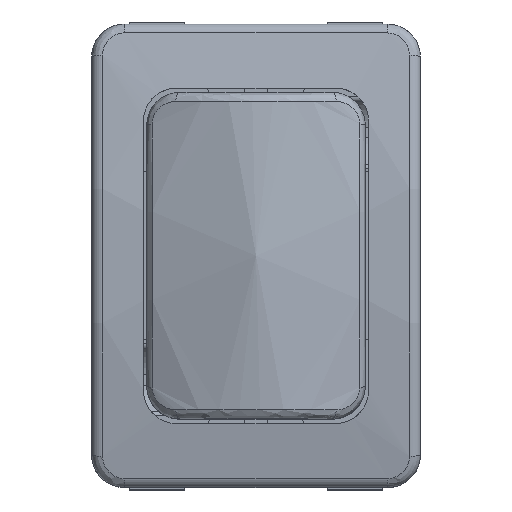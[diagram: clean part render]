
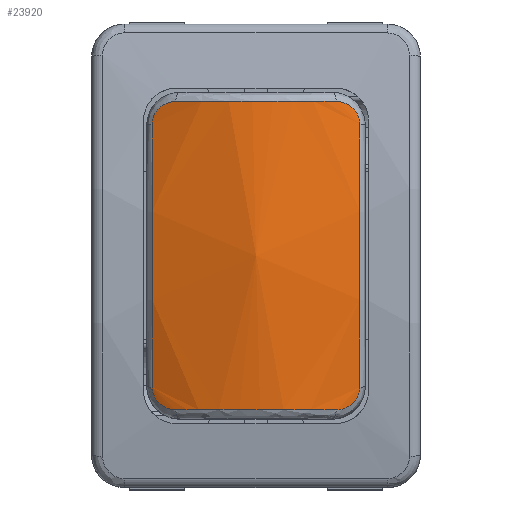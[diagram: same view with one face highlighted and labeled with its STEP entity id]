
A CAD part, top view. The second image highlights one B-rep face of the part: STEP entity #23920.
In plain terms, the highlighted free-form (B-spline) face has degree [2, 2] with [3, 9] control points.
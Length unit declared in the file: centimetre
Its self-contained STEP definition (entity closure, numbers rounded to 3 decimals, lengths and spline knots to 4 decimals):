
#15=(
BOUNDED_SURFACE()
B_SPLINE_SURFACE(2,2,((#33462,#33463,#33464,#33465,#33466,#33467,#33468,
#33469,#33470),(#33471,#33472,#33473,#33474,#33475,#33476,#33477,#33478,
#33479),(#33480,#33481,#33482,#33483,#33484,#33485,#33486,#33487,#33488)),
 .UNSPECIFIED.,.F.,.T.,.F.)
B_SPLINE_SURFACE_WITH_KNOTS((3,3),(3,2,2,2,3),(2.0391,3.1416),
(0.,1.5708,3.1416,4.7124,6.2832),
 .UNSPECIFIED.)
GEOMETRIC_REPRESENTATION_ITEM()
RATIONAL_B_SPLINE_SURFACE(((1.,0.707,1.,0.707,1.,
0.707,1.,0.707,1.),(0.852,0.602,
0.852,0.602,0.852,0.602,
0.852,0.602,0.852),(1.,0.707,
1.,0.707,1.,0.707,1.,0.707,1.)))
REPRESENTATION_ITEM('')
SURFACE()
);
#299=B_SPLINE_CURVE_WITH_KNOTS('',3,(#33167,#33168,#33169,#33170,#33171,
#33172),.UNSPECIFIED.,.F.,.F.,(4,1,1,4),(-0.1621,-0.0926,
-0.0463,0.),.UNSPECIFIED.);
#301=B_SPLINE_CURVE_WITH_KNOTS('',3,(#33206,#33207,#33208,#33209,#33210),
 .UNSPECIFIED.,.F.,.F.,(4,1,4),(-0.7061,-0.4035,0.),
 .UNSPECIFIED.);
#303=B_SPLINE_CURVE_WITH_KNOTS('',3,(#33238,#33239,#33240,#33241),
 .UNSPECIFIED.,.F.,.F.,(4,4),(-1.18,0.),.UNSPECIFIED.);
#305=B_SPLINE_CURVE_WITH_KNOTS('',3,(#33281,#33282,#33283,#33284,#33285,
#33286),.UNSPECIFIED.,.F.,.F.,(4,1,1,4),(-0.162,-0.1157,
-0.0694,0.),.UNSPECIFIED.);
#307=B_SPLINE_CURVE_WITH_KNOTS('',3,(#33326,#33327,#33328,#33329,#33330,
#33331),.UNSPECIFIED.,.F.,.F.,(4,1,1,4),(-0.1621,-0.1274,
-0.0926,0.),.UNSPECIFIED.);
#309=B_SPLINE_CURVE_WITH_KNOTS('',3,(#33359,#33360,#33361,#33362),
 .UNSPECIFIED.,.F.,.F.,(4,4),(-1.18,0.),.UNSPECIFIED.);
#311=B_SPLINE_CURVE_WITH_KNOTS('',3,(#33396,#33397,#33398,#33399,#33400),
 .UNSPECIFIED.,.F.,.F.,(4,1,4),(-0.7061,-0.4035,0.),
 .UNSPECIFIED.);
#313=B_SPLINE_CURVE_WITH_KNOTS('',3,(#33437,#33438,#33439,#33440,#33441,
#33442),.UNSPECIFIED.,.F.,.F.,(4,1,1,4),(-0.162,-0.0926,
-0.0463,0.),.UNSPECIFIED.);
#1787=FACE_OUTER_BOUND('',#3052,.T.);
#3052=EDGE_LOOP('',(#17402,#17403,#17404,#17405,#17406,#17407,#17408,#17409));
#10889=VERTEX_POINT('',#33155);
#10892=VERTEX_POINT('',#33165);
#10894=VERTEX_POINT('',#33204);
#10895=VERTEX_POINT('',#33231);
#10898=VERTEX_POINT('',#33279);
#10899=VERTEX_POINT('',#33317);
#10902=VERTEX_POINT('',#33357);
#10903=VERTEX_POINT('',#33388);
#13410=EDGE_CURVE('',#10892,#10889,#299,.T.);
#13413=EDGE_CURVE('',#10894,#10892,#301,.T.);
#13416=EDGE_CURVE('',#10889,#10895,#303,.T.);
#13419=EDGE_CURVE('',#10898,#10894,#305,.T.);
#13422=EDGE_CURVE('',#10895,#10899,#307,.T.);
#13425=EDGE_CURVE('',#10902,#10898,#309,.T.);
#13428=EDGE_CURVE('',#10899,#10903,#311,.T.);
#13430=EDGE_CURVE('',#10903,#10902,#313,.T.);
#17402=ORIENTED_EDGE('',*,*,#13410,.F.);
#17403=ORIENTED_EDGE('',*,*,#13413,.F.);
#17404=ORIENTED_EDGE('',*,*,#13419,.F.);
#17405=ORIENTED_EDGE('',*,*,#13425,.F.);
#17406=ORIENTED_EDGE('',*,*,#13430,.F.);
#17407=ORIENTED_EDGE('',*,*,#13428,.F.);
#17408=ORIENTED_EDGE('',*,*,#13422,.F.);
#17409=ORIENTED_EDGE('',*,*,#13416,.F.);
#23920=ADVANCED_FACE('',(#1787),#15,.F.);
#33155=CARTESIAN_POINT('',(-0.4699,-0.5967,2.0789));
#33165=CARTESIAN_POINT('',(-0.3643,-0.6982,2.1146));
#33167=CARTESIAN_POINT('Ctrl Pts',(-0.3643,-0.6982,
2.1146));
#33168=CARTESIAN_POINT('Ctrl Pts',(-0.3868,-0.6981,
2.1051));
#33169=CARTESIAN_POINT('Ctrl Pts',(-0.4248,-0.6862,
2.0891));
#33170=CARTESIAN_POINT('Ctrl Pts',(-0.4621,-0.6438,
2.0759));
#33171=CARTESIAN_POINT('Ctrl Pts',(-0.4699,-0.6121,
2.0765));
#33172=CARTESIAN_POINT('Ctrl Pts',(-0.4699,-0.5967,
2.0789));
#33204=CARTESIAN_POINT('',(0.3643,-0.6982,2.1146));
#33206=CARTESIAN_POINT('Ctrl Pts',(0.3643,-0.6982,
2.1146));
#33207=CARTESIAN_POINT('Ctrl Pts',(0.2662,-0.6985,
2.1562));
#33208=CARTESIAN_POINT('Ctrl Pts',(0.0209,-0.6989,
2.2142));
#33209=CARTESIAN_POINT('Ctrl Pts',(-0.2336,-0.6986,
2.17));
#33210=CARTESIAN_POINT('Ctrl Pts',(-0.3643,-0.6982,
2.1146));
#33231=CARTESIAN_POINT('',(-0.4699,0.5967,2.0785));
#33238=CARTESIAN_POINT('Ctrl Pts',(-0.4699,-0.5967,
2.0789));
#33239=CARTESIAN_POINT('Ctrl Pts',(-0.4699,-0.2036,
2.14));
#33240=CARTESIAN_POINT('Ctrl Pts',(-0.4699,0.2037,
2.1399));
#33241=CARTESIAN_POINT('Ctrl Pts',(-0.4699,0.5967,
2.0785));
#33279=CARTESIAN_POINT('',(0.4699,-0.5967,2.0789));
#33281=CARTESIAN_POINT('Ctrl Pts',(0.4699,-0.5967,
2.0789));
#33282=CARTESIAN_POINT('Ctrl Pts',(0.4699,-0.6121,
2.0765));
#33283=CARTESIAN_POINT('Ctrl Pts',(0.4621,-0.6437,
2.076));
#33284=CARTESIAN_POINT('Ctrl Pts',(0.4249,-0.6862,
2.0891));
#33285=CARTESIAN_POINT('Ctrl Pts',(0.3868,-0.6981,
2.1051));
#33286=CARTESIAN_POINT('Ctrl Pts',(0.3643,-0.6982,
2.1146));
#33317=CARTESIAN_POINT('',(-0.3643,0.6982,2.1142));
#33326=CARTESIAN_POINT('Ctrl Pts',(-0.4699,0.5967,
2.0785));
#33327=CARTESIAN_POINT('Ctrl Pts',(-0.4699,0.6083,
2.0767));
#33328=CARTESIAN_POINT('Ctrl Pts',(-0.4656,0.6318,
2.0754));
#33329=CARTESIAN_POINT('Ctrl Pts',(-0.4365,0.6802,
2.0837));
#33330=CARTESIAN_POINT('Ctrl Pts',(-0.3943,0.6981,
2.1015));
#33331=CARTESIAN_POINT('Ctrl Pts',(-0.3643,0.6982,
2.1142));
#33357=CARTESIAN_POINT('',(0.4699,0.5967,2.0785));
#33359=CARTESIAN_POINT('Ctrl Pts',(0.4699,0.5967,
2.0785));
#33360=CARTESIAN_POINT('Ctrl Pts',(0.4699,0.2037,
2.1399));
#33361=CARTESIAN_POINT('Ctrl Pts',(0.4699,-0.2036,
2.14));
#33362=CARTESIAN_POINT('Ctrl Pts',(0.4699,-0.5967,
2.0789));
#33388=CARTESIAN_POINT('',(0.3643,0.6982,2.1142));
#33396=CARTESIAN_POINT('Ctrl Pts',(-0.3643,0.6982,
2.1142));
#33397=CARTESIAN_POINT('Ctrl Pts',(-0.2662,0.6985,
2.1558));
#33398=CARTESIAN_POINT('Ctrl Pts',(-0.0174,0.6989,
2.2139));
#33399=CARTESIAN_POINT('Ctrl Pts',(0.2336,0.6986,
2.1696));
#33400=CARTESIAN_POINT('Ctrl Pts',(0.3643,0.6982,
2.1142));
#33437=CARTESIAN_POINT('Ctrl Pts',(0.3643,0.6982,2.1142));
#33438=CARTESIAN_POINT('Ctrl Pts',(0.3868,0.6981,2.1047));
#33439=CARTESIAN_POINT('Ctrl Pts',(0.4249,0.6862,2.0887));
#33440=CARTESIAN_POINT('Ctrl Pts',(0.4621,0.6437,
2.0756));
#33441=CARTESIAN_POINT('Ctrl Pts',(0.4699,0.6121,2.0761));
#33442=CARTESIAN_POINT('Ctrl Pts',(0.4699,0.5967,
2.0785));
#33462=CARTESIAN_POINT('Ctrl Pts',(-0.495,3.8588,-1.75));
#33463=CARTESIAN_POINT('Ctrl Pts',(-0.495,3.8589,2.11));
#33464=CARTESIAN_POINT('Ctrl Pts',(-0.495,-0.0011,2.11));
#33465=CARTESIAN_POINT('Ctrl Pts',(-0.495,-3.8611,2.11));
#33466=CARTESIAN_POINT('Ctrl Pts',(-0.495,-3.8612,-1.75));
#33467=CARTESIAN_POINT('Ctrl Pts',(-0.495,-3.8612,-5.61));
#33468=CARTESIAN_POINT('Ctrl Pts',(-0.495,-0.0012,-5.61));
#33469=CARTESIAN_POINT('Ctrl Pts',(-0.495,3.8588,-5.61));
#33470=CARTESIAN_POINT('Ctrl Pts',(-0.495,3.8588,-1.75));
#33471=CARTESIAN_POINT('Ctrl Pts',(0.,4.1632,
-1.75));
#33472=CARTESIAN_POINT('Ctrl Pts',(0.,4.1631,
2.4144));
#33473=CARTESIAN_POINT('Ctrl Pts',(0.,-0.0012,
2.4143));
#33474=CARTESIAN_POINT('Ctrl Pts',(0.,-4.1656,
2.4143));
#33475=CARTESIAN_POINT('Ctrl Pts',(0.,-4.1655,
-1.75));
#33476=CARTESIAN_POINT('Ctrl Pts',(0.,-4.1655,
-5.9144));
#33477=CARTESIAN_POINT('Ctrl Pts',(0.,-0.0011,
-5.9143));
#33478=CARTESIAN_POINT('Ctrl Pts',(0.,4.1632,
-5.9143));
#33479=CARTESIAN_POINT('Ctrl Pts',(0.,4.1632,
-1.75));
#33480=CARTESIAN_POINT('Ctrl Pts',(0.495,3.8588,-1.75));
#33481=CARTESIAN_POINT('Ctrl Pts',(0.495,3.8589,2.11));
#33482=CARTESIAN_POINT('Ctrl Pts',(0.495,-0.0011,2.11));
#33483=CARTESIAN_POINT('Ctrl Pts',(0.495,-3.8611,2.11));
#33484=CARTESIAN_POINT('Ctrl Pts',(0.495,-3.8612,-1.75));
#33485=CARTESIAN_POINT('Ctrl Pts',(0.495,-3.8612,-5.61));
#33486=CARTESIAN_POINT('Ctrl Pts',(0.495,-0.0012,-5.61));
#33487=CARTESIAN_POINT('Ctrl Pts',(0.495,3.8588,-5.61));
#33488=CARTESIAN_POINT('Ctrl Pts',(0.495,3.8588,-1.75));
